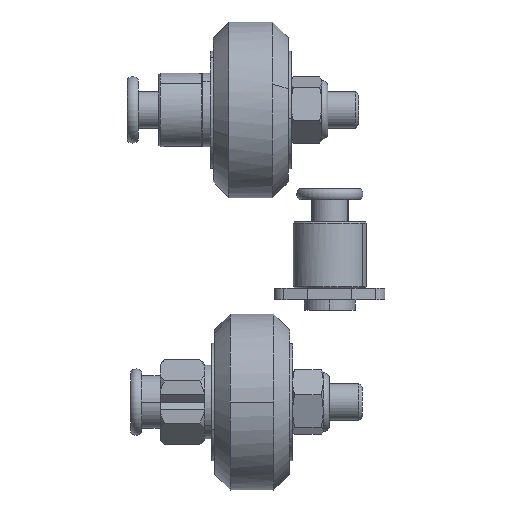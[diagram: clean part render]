
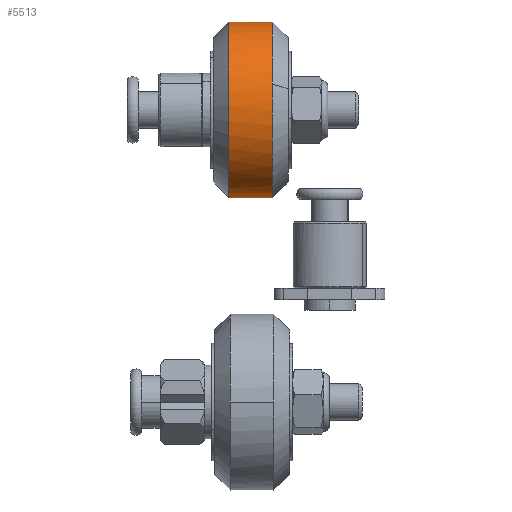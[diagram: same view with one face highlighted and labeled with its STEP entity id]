
A CAD part, front view. The second image highlights one B-rep face of the part: STEP entity #5513.
In plain terms, the highlighted cylindrical face has radius 11.95 mm (diameter 23.9 mm), a partial arc.
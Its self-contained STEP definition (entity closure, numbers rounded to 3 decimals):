
#5199=CARTESIAN_POINT('',(1.883,-308.5,39.717));
#5200=DIRECTION('',(-1.,0.,0.));
#5201=DIRECTION('',(0.,0.,-1.));
#5202=AXIS2_PLACEMENT_3D('',#5199,#5200,#5201);
#5204=CARTESIAN_POINT('',(1.883,-308.5,39.717));
#5205=DIRECTION('',(-1.,0.,0.));
#5206=DIRECTION('',(0.,-1.,0.));
#5207=AXIS2_PLACEMENT_3D('',#5204,#5205,#5206);
#5218=DIRECTION('',(-1.,0.,0.));
#5219=VECTOR('',#5218,5.9);
#5220=CARTESIAN_POINT('',(1.883,-308.5,51.667));
#5221=LINE('',#5220,#5219);
#5231=CARTESIAN_POINT('',(-4.017,-308.5,39.717));
#5232=DIRECTION('',(1.,0.,0.));
#5233=DIRECTION('',(0.,0.,1.));
#5234=AXIS2_PLACEMENT_3D('',#5231,#5232,#5233);
#5236=CARTESIAN_POINT('',(-4.017,-308.5,39.717));
#5237=DIRECTION('',(1.,0.,0.));
#5238=DIRECTION('',(0.,-0.956,-0.294));
#5239=AXIS2_PLACEMENT_3D('',#5236,#5237,#5238);
#5255=DIRECTION('',(-1.,0.,0.));
#5256=VECTOR('',#5255,5.9);
#5257=CARTESIAN_POINT('',(1.883,-308.5,27.767));
#5258=LINE('',#5257,#5256);
#5263=CARTESIAN_POINT('',(1.883,-308.5,39.717));
#5264=DIRECTION('',(-1.,0.,0.));
#5265=DIRECTION('',(0.,-0.956,0.294));
#5266=AXIS2_PLACEMENT_3D('',#5263,#5264,#5265);
#5312=CARTESIAN_POINT('',(1.883,-319.923,43.228));
#5313=CARTESIAN_POINT('',(1.883,-308.5,51.667));
#5314=VERTEX_POINT('',#5312);
#5315=VERTEX_POINT('',#5313);
#5316=CARTESIAN_POINT('',(1.883,-320.45,39.717));
#5317=VERTEX_POINT('',#5316);
#5322=CARTESIAN_POINT('',(-4.017,-308.5,51.667));
#5323=VERTEX_POINT('',#5322);
#5348=CARTESIAN_POINT('',(1.883,-308.5,27.767));
#5349=CARTESIAN_POINT('',(-4.017,-308.5,27.767));
#5350=VERTEX_POINT('',#5348);
#5351=VERTEX_POINT('',#5349);
#5353=CARTESIAN_POINT('',(-4.017,-319.923,
36.206));
#5355=VERTEX_POINT('',#5353);
#5494=CARTESIAN_POINT('',(-4.017,-308.5,39.717));
#5495=DIRECTION('',(-1.,0.,0.));
#5496=DIRECTION('',(0.,0.,-1.));
#5497=AXIS2_PLACEMENT_3D('',#5494,#5495,#5496);
#5498=CYLINDRICAL_SURFACE('',#5497,11.95);
#5500=ORIENTED_EDGE('',*,*,#5499,.F.);
#5502=ORIENTED_EDGE('',*,*,#5501,.F.);
#5504=ORIENTED_EDGE('',*,*,#5503,.F.);
#5505=ORIENTED_EDGE('',*,*,#5481,.F.);
#5506=ORIENTED_EDGE('',*,*,#5479,.F.);
#5508=ORIENTED_EDGE('',*,*,#5507,.T.);
#5510=ORIENTED_EDGE('',*,*,#5509,.F.);
#5511=EDGE_LOOP('',(#5500,#5502,#5504,#5505,#5506,#5508,#5510));
#5512=FACE_OUTER_BOUND('',#5511,.F.);
#5513=ADVANCED_FACE('',(#5512),#5498,.T.);
#5203=CIRCLE('',#5202,11.95);
#5208=CIRCLE('',#5207,11.95);
#5235=CIRCLE('',#5234,11.95);
#5240=CIRCLE('',#5239,11.95);
#5267=CIRCLE('',#5266,11.95);
#5479=EDGE_CURVE('',#5350,#5317,#5203,.T.);
#5481=EDGE_CURVE('',#5317,#5314,#5208,.T.);
#5499=EDGE_CURVE('',#5323,#5355,#5235,.T.);
#5501=EDGE_CURVE('',#5315,#5323,#5221,.T.);
#5503=EDGE_CURVE('',#5314,#5315,#5267,.T.);
#5507=EDGE_CURVE('',#5350,#5351,#5258,.T.);
#5509=EDGE_CURVE('',#5355,#5351,#5240,.T.);
